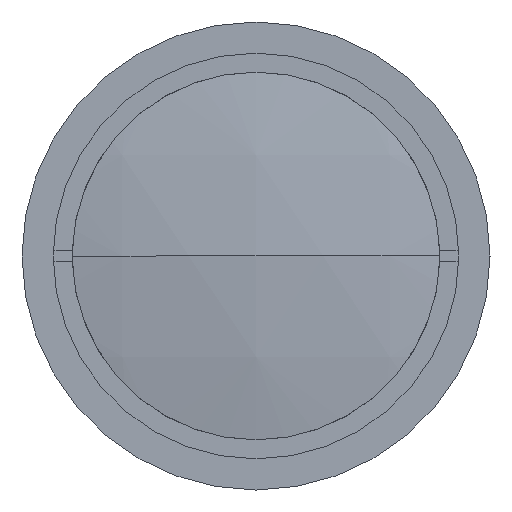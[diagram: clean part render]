
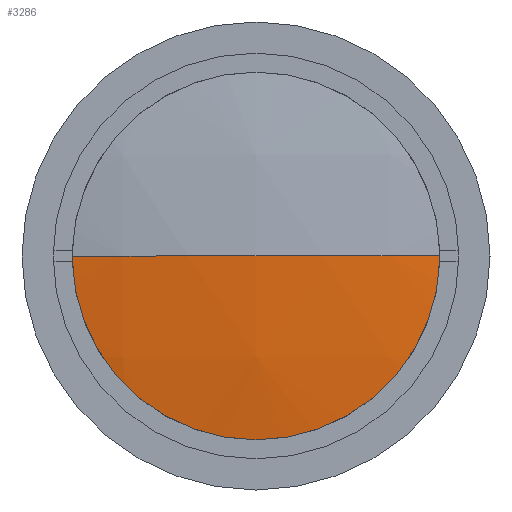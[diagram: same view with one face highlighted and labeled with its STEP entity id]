
A CAD part, left-side view. The second image highlights one B-rep face of the part: STEP entity #3286.
In plain terms, the highlighted spherical face has radius 100.18 mm.
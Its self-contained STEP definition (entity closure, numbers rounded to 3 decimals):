
#82 = DIRECTION ( 'NONE',  ( 0., 0., -1. ) ) ;
#334 = DIRECTION ( 'NONE',  ( 0., 1., 0. ) ) ;
#434 = AXIS2_PLACEMENT_3D ( 'NONE', #2558, #1873, #334 ) ;
#643 = CARTESIAN_POINT ( 'NONE',  ( 4.912, 0., 0. ) ) ;
#943 = DIRECTION ( 'NONE',  ( 0., 0., 1. ) ) ;
#1309 = AXIS2_PLACEMENT_3D ( 'NONE', #3521, #1556, #3787 ) ;
#1311 = AXIS2_PLACEMENT_3D ( 'NONE', #643, #2943, #943 ) ;
#1319 = AXIS2_PLACEMENT_3D ( 'NONE', #1878, #82, #2228 ) ;
#1490 = CARTESIAN_POINT ( 'NONE',  ( 3.281, 0., 0. ) ) ;
#1544 = ORIENTED_EDGE ( 'NONE', *, *, #1780, .T. ) ;
#1556 = DIRECTION ( 'NONE',  ( 0., 0., 1. ) ) ;
#1644 = VERTEX_POINT ( 'NONE', #3470 ) ;
#1779 = EDGE_CURVE ( 'NONE', #1644, #2336, #2809, .T. ) ;
#1780 = EDGE_CURVE ( 'NONE', #2251, #1644, #2755, .T. ) ;
#1787 = EDGE_CURVE ( 'NONE', #2251, #2336, #2859, .T. ) ;
#1873 = DIRECTION ( 'NONE',  ( 0., 0., -1. ) ) ;
#1878 = CARTESIAN_POINT ( 'NONE',  ( 103.461, 0., 0. ) ) ;
#2051 = EDGE_LOOP ( 'NONE', ( #1544, #2184, #2353 ) ) ;
#2098 = FACE_OUTER_BOUND ( 'NONE', #2051, .T. ) ;
#2100 = SPHERICAL_SURFACE ( 'NONE', #434, 100.18 ) ;
#2184 = ORIENTED_EDGE ( 'NONE', *, *, #1779, .T. ) ;
#2228 = DIRECTION ( 'NONE',  ( 0., 1., 0. ) ) ;
#2251 = VERTEX_POINT ( 'NONE', #3119 ) ;
#2336 = VERTEX_POINT ( 'NONE', #1490 ) ;
#2353 = ORIENTED_EDGE ( 'NONE', *, *, #1787, .F. ) ;
#2558 = CARTESIAN_POINT ( 'NONE',  ( 103.461, 0., 0. ) ) ;
#2755 = CIRCLE ( 'NONE', #1311, 18. ) ;
#2809 = CIRCLE ( 'NONE', #1319, 100.18 ) ;
#2859 = CIRCLE ( 'NONE', #1309, 100.18 ) ;
#2943 = DIRECTION ( 'NONE',  ( -1., 0., 0. ) ) ;
#3119 = CARTESIAN_POINT ( 'NONE',  ( 4.912, 18., 0. ) ) ;
#3286 = ADVANCED_FACE ( 'NONE', ( #2098 ), #2100, .T. ) ;
#3470 = CARTESIAN_POINT ( 'NONE',  ( 4.912, -18., 0. ) ) ;
#3521 = CARTESIAN_POINT ( 'NONE',  ( 103.461, 0., 0. ) ) ;
#3787 = DIRECTION ( 'NONE',  ( 0., -1., 0. ) ) ;
